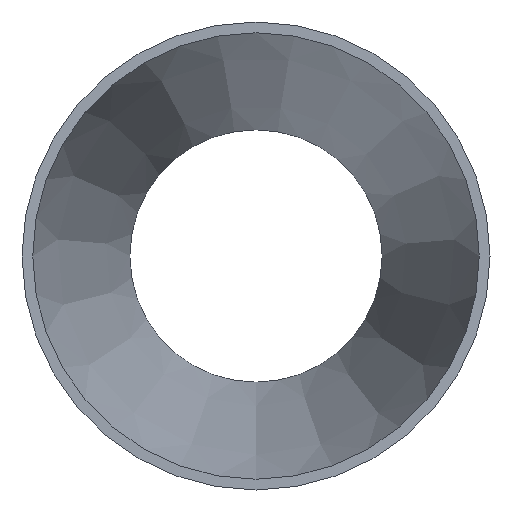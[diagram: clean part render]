
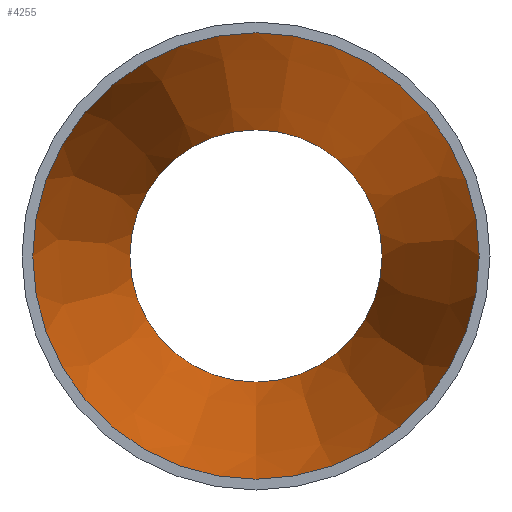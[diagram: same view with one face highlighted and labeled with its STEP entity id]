
A CAD part, front view. The second image highlights one B-rep face of the part: STEP entity #4255.
In plain terms, the highlighted conical face has half-angle 11.585 degrees and reference radius 42.408 mm.
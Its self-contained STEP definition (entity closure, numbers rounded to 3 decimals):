
#1459 = FACE_BOUND ( 'NONE', #17357, .T. ) ;
#1611 = FACE_OUTER_BOUND ( 'NONE', #26974, .T. ) ;
#3090 = VERTEX_POINT ( 'NONE', #28801 ) ;
#4255 = ADVANCED_FACE ( 'NONE', ( #1459, #1611 ), #10064, .F. ) ;
#6372 = DIRECTION ( 'NONE',  ( 0., 0., -1. ) ) ;
#6553 = EDGE_CURVE ( 'NONE', #19047, #19047, #9326, .T. ) ;
#7845 = CARTESIAN_POINT ( 'NONE',  ( 0., 0., -42.408 ) ) ;
#8030 = ORIENTED_EDGE ( 'NONE', *, *, #20025, .F. ) ;
#8530 = DIRECTION ( 'NONE',  ( 0., -1., 0. ) ) ;
#9326 = CIRCLE ( 'NONE', #29521, 42.408 ) ;
#10064 = CONICAL_SURFACE ( 'NONE', #18389, 42.408, 0.202 ) ;
#10231 = CARTESIAN_POINT ( 'NONE',  ( 0., 0., 0. ) ) ;
#10983 = DIRECTION ( 'NONE',  ( 0., 0., -1. ) ) ;
#14513 = DIRECTION ( 'NONE',  ( 0., 0., -1. ) ) ;
#14615 = AXIS2_PLACEMENT_3D ( 'NONE', #19879, #17559, #14513 ) ;
#16034 = ORIENTED_EDGE ( 'NONE', *, *, #6553, .T. ) ;
#17357 = EDGE_LOOP ( 'NONE', ( #8030 ) ) ;
#17559 = DIRECTION ( 'NONE',  ( 0., -1., 0. ) ) ;
#18389 = AXIS2_PLACEMENT_3D ( 'NONE', #29042, #8530, #10983 ) ;
#19047 = VERTEX_POINT ( 'NONE', #7845 ) ;
#19879 = CARTESIAN_POINT ( 'NONE',  ( 0., 90., 0. ) ) ;
#20025 = EDGE_CURVE ( 'NONE', #3090, #3090, #23961, .T. ) ;
#23961 = CIRCLE ( 'NONE', #14615, 23.958 ) ;
#24851 = DIRECTION ( 'NONE',  ( 0., -1., 0. ) ) ;
#26974 = EDGE_LOOP ( 'NONE', ( #16034 ) ) ;
#28801 = CARTESIAN_POINT ( 'NONE',  ( 0., 90., -23.958 ) ) ;
#29042 = CARTESIAN_POINT ( 'NONE',  ( 0., 0., 0. ) ) ;
#29521 = AXIS2_PLACEMENT_3D ( 'NONE', #10231, #24851, #6372 ) ;
